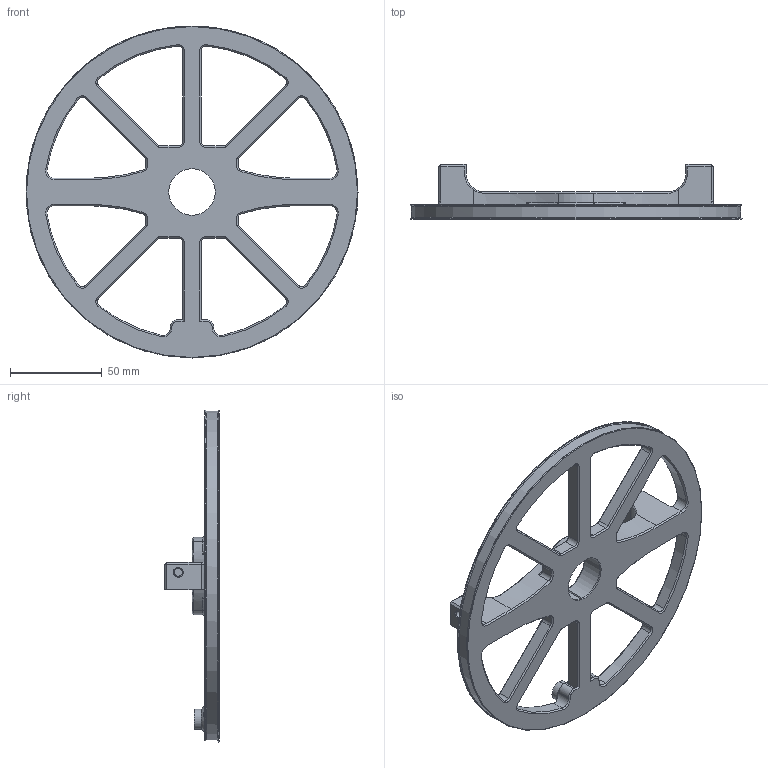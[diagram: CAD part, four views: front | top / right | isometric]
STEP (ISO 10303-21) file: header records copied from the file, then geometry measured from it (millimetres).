
FILE_DESCRIPTION (( 'STEP AP203' ), '1' );
FILE_NAME ('u3_drivedisc_DEC_unimount_v3_TI.STEP', '2021-11-13T19:31:14', ( '' ), ( '' ), 'SwSTEP 2.0', 'SolidWorks 2020', '' );
FILE_SCHEMA (( 'CONFIG_CONTROL_DESIGN' ));
Length unit declared in the file: millimetre
Products named in the file (1): u3_drivedisc_DEC_unimount_v3_TI
Bounding box: 181.15 x 30 x 181.15 mm (x, y, z)
Volume: 124209.3 mm3; surface area: 45916.5 mm2
Topology: 1 solids, 1 shells, 360 faces, 904 edges, 531 vertices
Faces by surface type: cone 129, plane 122, cylinder 85, bspline 14, torus 10
Entity records: 12003 total; most frequent: CARTESIAN_POINT 3293, DIRECTION 1860, ORIENTED_EDGE 1796, EDGE_CURVE 898, AXIS2_PLACEMENT_3D 688, VERTEX_POINT 531, LINE 484, VECTOR 484
